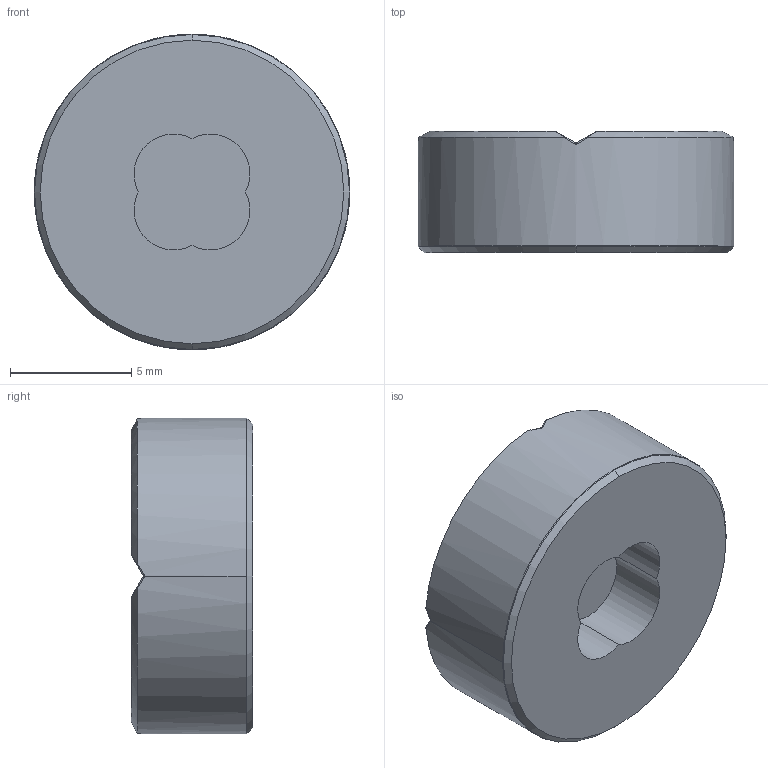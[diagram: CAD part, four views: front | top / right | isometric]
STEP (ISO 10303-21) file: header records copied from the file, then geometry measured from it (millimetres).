
FILE_DESCRIPTION (( 'STEP AP214' ), '1' );
FILE_NAME ('castellatedCap.STEP', '2024-08-27T16:20:48', ( '' ), ( '' ), 'SwSTEP 2.0', 'SolidWorks 2023', '' );
FILE_SCHEMA (( 'AUTOMOTIVE_DESIGN' ));
Length unit declared in the file: millimetre
Products named in the file (1): castellatedCap
Bounding box: 13 x 5 x 13 mm (x, y, z)
Volume: 512.8 mm3; surface area: 514.5 mm2
Topology: 1 solids, 1 shells, 115 faces, 285 edges, 173 vertices
Faces by surface type: bspline 52, cylinder 27, plane 22, cone 6, torus 4, sphere 4
Entity records: 5060 total; most frequent: CARTESIAN_POINT 2812, ORIENTED_EDGE 570, DIRECTION 321, EDGE_CURVE 285, VERTEX_POINT 173, B_SPLINE_CURVE_WITH_KNOTS 148, AXIS2_PLACEMENT_3D 136, EDGE_LOOP 116
